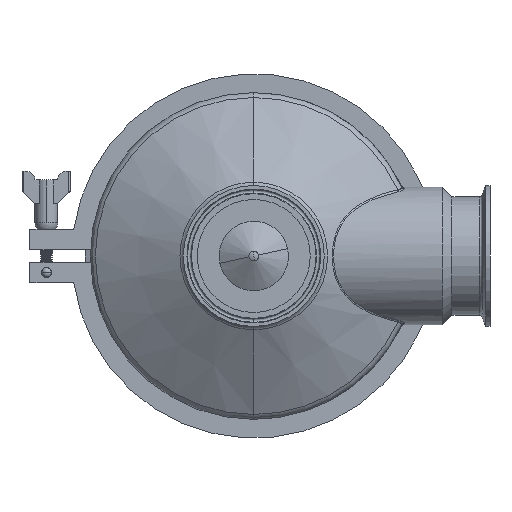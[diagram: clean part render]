
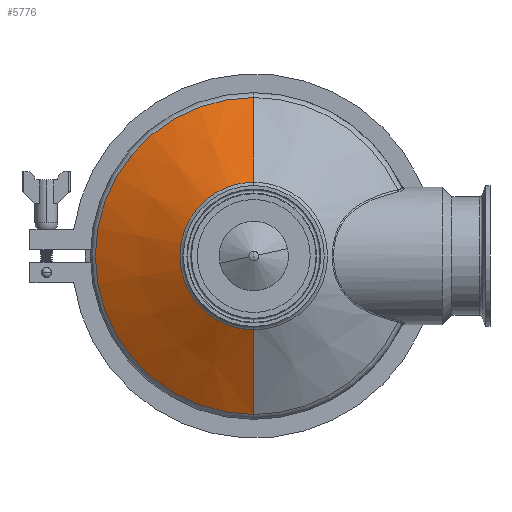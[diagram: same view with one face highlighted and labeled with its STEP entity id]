
A CAD part, front view. The second image highlights one B-rep face of the part: STEP entity #5776.
In plain terms, the highlighted conical face has half-angle 60 degrees and reference radius 47.625 mm.
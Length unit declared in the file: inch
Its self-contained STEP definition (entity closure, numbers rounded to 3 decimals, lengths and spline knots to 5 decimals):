
#100 = CARTESIAN_POINT ( 'NONE',  ( 0., -1.82783, 1.875 ) ) ;
#1265 = DIRECTION ( 'NONE',  ( 0., 0., -1. ) ) ;
#2824 = CARTESIAN_POINT ( 'NONE',  ( 0., -0.58653, 4.025 ) ) ;
#2860 = CARTESIAN_POINT ( 'NONE',  ( 0., -1.82783, 0. ) ) ;
#3600 = CARTESIAN_POINT ( 'NONE',  ( 0., -1.82783, -1.875 ) ) ;
#4158 = EDGE_CURVE ( 'Defeatured_0_163+Defeatured_0_164+Defeatured_0_153+Defeatured_0_153', #5482, #6903, #13182, .T. ) ;
#4443 = CARTESIAN_POINT ( 'NONE',  ( 0., -0.58653, -4.025 ) ) ;
#5482 = VERTEX_POINT ( 'NONE', #2824 ) ;
#5734 = AXIS2_PLACEMENT_3D ( 'NONE', #16340, #14618, #14688 ) ;
#5776 = ADVANCED_FACE ( 'Defeatured_0_163', ( #8222 ), #14376, .T. ) ;
#5861 = LINE ( 'NONE', #3600, #12791 ) ;
#5882 = VERTEX_POINT ( 'NONE', #17795 ) ;
#6656 = EDGE_CURVE ( 'NONE', #19848, #5482, #11649, .T. ) ;
#6903 = VERTEX_POINT ( 'NONE', #4443 ) ;
#8023 = DIRECTION ( 'NONE',  ( 0., 1., 0. ) ) ;
#8222 = FACE_OUTER_BOUND ( 'NONE', #17975, .T. ) ;
#9881 = CARTESIAN_POINT ( 'NONE',  ( 0., -1.82783, 0. ) ) ;
#10248 = EDGE_CURVE ( 'NONE', #5882, #6903, #5861, .T. ) ;
#10682 = DIRECTION ( 'NONE',  ( 0., -1., 0. ) ) ;
#11203 = DIRECTION ( 'NONE',  ( 0., 0., 1. ) ) ;
#11628 = DIRECTION ( 'NONE',  ( 0., 0.5, -0.866 ) ) ;
#11649 = LINE ( 'NONE', #13161, #18547 ) ;
#12791 = VECTOR ( 'NONE', #11628, 39.37008 ) ;
#13070 = CIRCLE ( 'NONE', #18192, 1.875 ) ;
#13161 = CARTESIAN_POINT ( 'NONE',  ( 0., -1.82783, 1.875 ) ) ;
#13182 = CIRCLE ( 'NONE', #5734, 4.025 ) ;
#14301 = ORIENTED_EDGE ( 'NONE', *, *, #4158, .T. ) ;
#14376 = CONICAL_SURFACE ( 'NONE', #18886, 1.875, 1.047 ) ;
#14618 = DIRECTION ( 'NONE',  ( 0., -1., 0. ) ) ;
#14688 = DIRECTION ( 'NONE',  ( 0., 0., -1. ) ) ;
#16340 = CARTESIAN_POINT ( 'NONE',  ( 0., -0.58653, 0. ) ) ;
#16715 = DIRECTION ( 'NONE',  ( 0., 0.5, 0.866 ) ) ;
#17305 = ORIENTED_EDGE ( 'NONE', *, *, #10248, .F. ) ;
#17795 = CARTESIAN_POINT ( 'NONE',  ( 0., -1.82783, -1.875 ) ) ;
#17972 = ORIENTED_EDGE ( 'NONE', *, *, #6656, .T. ) ;
#17975 = EDGE_LOOP ( 'NONE', ( #17305, #18690, #17972, #14301 ) ) ;
#18093 = EDGE_CURVE ( 'Defeatured_0_162+Defeatured_0_163+Defeatured_0_163+Defeatured_0_163', #19848, #5882, #13070, .T. ) ;
#18192 = AXIS2_PLACEMENT_3D ( 'NONE', #2860, #10682, #1265 ) ;
#18547 = VECTOR ( 'NONE', #16715, 39.37008 ) ;
#18690 = ORIENTED_EDGE ( 'NONE', *, *, #18093, .F. ) ;
#18886 = AXIS2_PLACEMENT_3D ( 'NONE', #9881, #8023, #11203 ) ;
#19848 = VERTEX_POINT ( 'NONE', #100 ) ;
